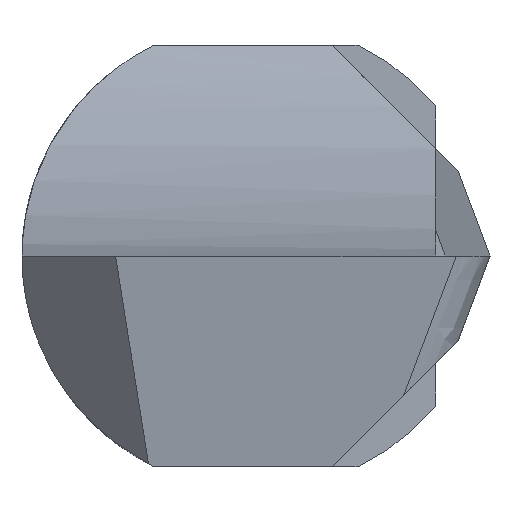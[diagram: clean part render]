
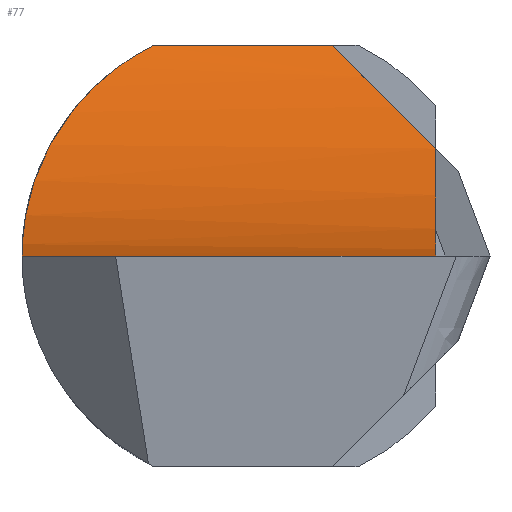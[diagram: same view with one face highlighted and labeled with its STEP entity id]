
A CAD part, left-side view. The second image highlights one B-rep face of the part: STEP entity #77.
In plain terms, the highlighted cylindrical face has radius 5 mm (diameter 10 mm), a partial arc.
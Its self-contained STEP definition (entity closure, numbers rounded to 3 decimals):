
#37=ELLIPSE('',#654,7.071,5.);
#39=B_SPLINE_CURVE_WITH_KNOTS('',3,(#858,#859,#860,#861,#862,#863,#864,
#865,#866,#867,#868,#869,#870,#871,#872,#873,#874,#875,#876,#877),
 .UNSPECIFIED.,.F.,.F.,(4,1,1,1,1,1,1,1,1,1,1,1,1,1,1,1,1,4),(0.,0.059,
0.118,0.176,0.235,0.294,0.353,
0.412,0.471,0.529,0.588,0.647,
0.706,0.765,0.824,0.882,0.941,
1.),.UNSPECIFIED.);
#50=CYLINDRICAL_SURFACE('',#655,5.);
#56=CIRCLE('',#653,5.);
#77=ADVANCED_FACE('',(#130),#50,.F.);
#130=FACE_OUTER_BOUND('',#160,.T.);
#160=EDGE_LOOP('',(#283,#284,#285,#286,#287));
#283=ORIENTED_EDGE('',*,*,#394,.F.);
#284=ORIENTED_EDGE('',*,*,#412,.F.);
#285=ORIENTED_EDGE('',*,*,#463,.T.);
#286=ORIENTED_EDGE('',*,*,#465,.T.);
#287=ORIENTED_EDGE('',*,*,#466,.T.);
#338=VERTEX_POINT('',#817);
#339=VERTEX_POINT('',#818);
#355=VERTEX_POINT('',#857);
#389=VERTEX_POINT('',#1124);
#390=VERTEX_POINT('',#1130);
#394=EDGE_CURVE('',#338,#339,#478,.T.);
#412=EDGE_CURVE('',#355,#338,#39,.T.);
#463=EDGE_CURVE('',#355,#389,#531,.T.);
#465=EDGE_CURVE('',#389,#390,#56,.T.);
#466=EDGE_CURVE('',#390,#339,#37,.T.);
#478=LINE('',#816,#544);
#531=LINE('',#1125,#597);
#544=VECTOR('',#671,1.);
#597=VECTOR('',#772,1.);
#653=AXIS2_PLACEMENT_3D('',#1129,#778,#779);
#654=AXIS2_PLACEMENT_3D('',#1131,#780,#781);
#655=AXIS2_PLACEMENT_3D('',#1132,#782,#783);
#671=DIRECTION('',(0.,-1.,0.));
#772=DIRECTION('',(0.,-1.,0.));
#778=DIRECTION('',(0.,-1.,0.));
#779=DIRECTION('',(0.,0.,-1.));
#780=DIRECTION('',(0.,-0.707,0.707));
#781=DIRECTION('',(0.,-0.707,-0.707));
#782=DIRECTION('',(0.,-1.,0.));
#783=DIRECTION('',(-1.,0.,0.));
#816=CARTESIAN_POINT('',(-17.75,0.654,1.35));
#817=CARTESIAN_POINT('',(-17.75,0.654,1.35));
#818=CARTESIAN_POINT('',(-17.75,-0.488,1.35));
#857=CARTESIAN_POINT('',(-21.167,1.5,0.));
#858=CARTESIAN_POINT('',(-21.167,1.5,0.));
#859=CARTESIAN_POINT('',(-21.053,1.5,0.));
#860=CARTESIAN_POINT('',(-20.826,1.5,0.008));
#861=CARTESIAN_POINT('',(-20.486,1.5,0.043));
#862=CARTESIAN_POINT('',(-20.151,1.497,0.1));
#863=CARTESIAN_POINT('',(-19.828,1.49,0.179));
#864=CARTESIAN_POINT('',(-19.523,1.476,0.275));
#865=CARTESIAN_POINT('',(-19.245,1.452,0.381));
#866=CARTESIAN_POINT('',(-18.996,1.418,0.493));
#867=CARTESIAN_POINT('',(-18.777,1.374,0.606));
#868=CARTESIAN_POINT('',(-18.586,1.32,0.716));
#869=CARTESIAN_POINT('',(-18.42,1.257,0.821));
#870=CARTESIAN_POINT('',(-18.276,1.187,0.92));
#871=CARTESIAN_POINT('',(-18.151,1.11,1.011));
#872=CARTESIAN_POINT('',(-18.044,1.028,1.095));
#873=CARTESIAN_POINT('',(-17.951,0.94,1.171));
#874=CARTESIAN_POINT('',(-17.872,0.848,1.239));
#875=CARTESIAN_POINT('',(-17.805,0.753,1.299));
#876=CARTESIAN_POINT('',(-17.767,0.687,1.334));
#877=CARTESIAN_POINT('',(-17.75,0.654,1.35));
#1124=CARTESIAN_POINT('',(-21.167,-1.15,0.));
#1125=CARTESIAN_POINT('',(-21.167,1.5,0.));
#1129=CARTESIAN_POINT('',(-21.167,-1.15,5.));
#1130=CARTESIAN_POINT('',(-18.635,-1.15,0.688));
#1131=CARTESIAN_POINT('',(-21.167,3.162,5.));
#1132=CARTESIAN_POINT('',(-21.167,1.801,5.));
